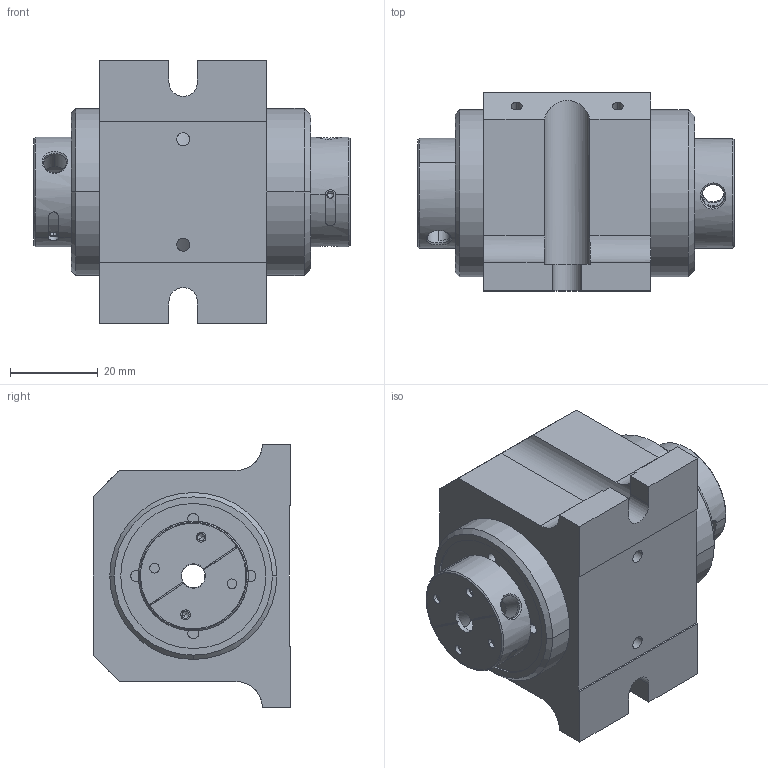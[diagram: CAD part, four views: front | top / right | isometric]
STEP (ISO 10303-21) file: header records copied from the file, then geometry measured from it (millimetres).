
FILE_DESCRIPTION (( 'STEP AP203' ), '1' );
FILE_NAME ('730800.STEP', '2024-12-25T03:38:27', ( 'MSI' ), ( '' ), 'SwSTEP 2.0', 'SolidWorks 2020', '' );
FILE_SCHEMA (( 'CONFIG_CONTROL_DESIGN' ));
Length unit declared in the file: millimetre
Products named in the file (1): 730800
Bounding box: 72 x 45 x 60 mm (x, y, z)
Volume: 66445.3 mm3; surface area: 25434.4 mm2
Topology: 1 solids, 3 shells, 289 faces, 761 edges, 480 vertices
Faces by surface type: cylinder 145, plane 88, cone 48, bspline 8
Entity records: 12769 total; most frequent: CARTESIAN_POINT 5410, DIRECTION 1576, ORIENTED_EDGE 1502, EDGE_CURVE 751, AXIS2_PLACEMENT_3D 638, VERTEX_POINT 480, CIRCLE 356, EDGE_LOOP 349
